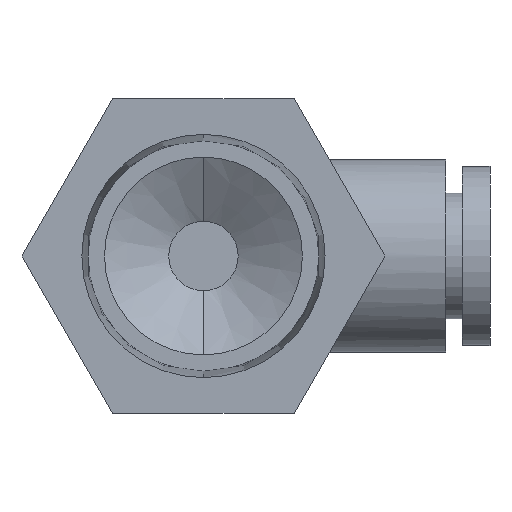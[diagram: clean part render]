
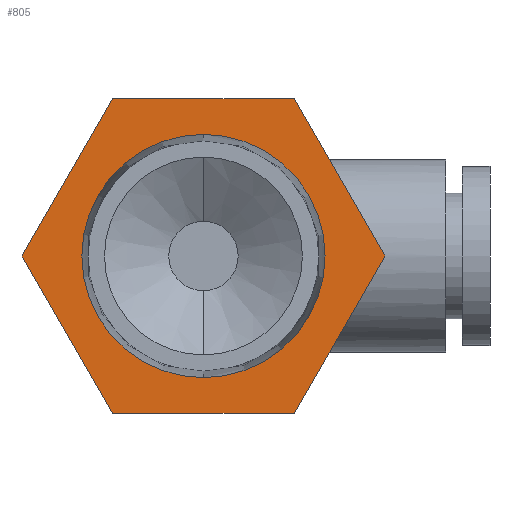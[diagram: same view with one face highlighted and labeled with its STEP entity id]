
A CAD part, front view. The second image highlights one B-rep face of the part: STEP entity #805.
In plain terms, the highlighted planar face has unit normal (0, -1, 0).
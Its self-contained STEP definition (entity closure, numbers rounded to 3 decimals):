
#15 = VERTEX_POINT ( 'NONE', #1207 ) ;
#73 = EDGE_CURVE ( 'NONE', #673, #463, #634, .T. ) ;
#105 = EDGE_CURVE ( 'NONE', #881, #1585, #1270, .T. ) ;
#129 = ORIENTED_EDGE ( 'NONE', *, *, #931, .F. ) ;
#195 = CARTESIAN_POINT ( 'NONE',  ( 0., 0., 0. ) ) ;
#200 = VECTOR ( 'NONE', #395, 1000. ) ;
#206 = VECTOR ( 'NONE', #1203, 1000. ) ;
#213 = LINE ( 'NONE', #1174, #1491 ) ;
#238 = VERTEX_POINT ( 'NONE', #664 ) ;
#278 = AXIS2_PLACEMENT_3D ( 'NONE', #1165, #409, #527 ) ;
#296 = CIRCLE ( 'NONE', #680, 6.579 ) ;
#320 = DIRECTION ( 'NONE',  ( 0., 0., 1. ) ) ;
#329 = CARTESIAN_POINT ( 'NONE',  ( 0., 0., 0. ) ) ;
#371 = LINE ( 'NONE', #1348, #691 ) ;
#378 = FACE_OUTER_BOUND ( 'NONE', #1588, .T. ) ;
#395 = DIRECTION ( 'NONE',  ( -1., 0., 0. ) ) ;
#409 = DIRECTION ( 'NONE',  ( 0., -1., 0. ) ) ;
#450 = ORIENTED_EDGE ( 'NONE', *, *, #1102, .F. ) ;
#454 = DIRECTION ( 'NONE',  ( 0., 0., -1. ) ) ;
#463 = VERTEX_POINT ( 'NONE', #1115 ) ;
#502 = CARTESIAN_POINT ( 'NONE',  ( 4.907, 0., -8.5 ) ) ;
#524 = LINE ( 'NONE', #976, #206 ) ;
#527 = DIRECTION ( 'NONE',  ( 0., 0., -1. ) ) ;
#528 = CARTESIAN_POINT ( 'NONE',  ( 4.907, 0., 8.5 ) ) ;
#554 = LINE ( 'NONE', #1578, #1221 ) ;
#557 = ORIENTED_EDGE ( 'NONE', *, *, #105, .F. ) ;
#577 = CARTESIAN_POINT ( 'NONE',  ( -9.815, 0., 0. ) ) ;
#600 = DIRECTION ( 'NONE',  ( 1., 0., 0. ) ) ;
#605 = DIRECTION ( 'NONE',  ( 0.5, 0., 0.866 ) ) ;
#634 = LINE ( 'NONE', #862, #946 ) ;
#649 = EDGE_CURVE ( 'NONE', #1151, #673, #524, .T. ) ;
#664 = CARTESIAN_POINT ( 'NONE',  ( 4.907, 0., -8.5 ) ) ;
#673 = VERTEX_POINT ( 'NONE', #577 ) ;
#679 = PLANE ( 'NONE',  #1379 ) ;
#680 = AXIS2_PLACEMENT_3D ( 'NONE', #329, #1197, #454 ) ;
#691 = VECTOR ( 'NONE', #600, 1000. ) ;
#730 = ORIENTED_EDGE ( 'NONE', *, *, #73, .F. ) ;
#805 = ADVANCED_FACE ( 'NONE', ( #1537, #378 ), #679, .F. ) ;
#812 = CARTESIAN_POINT ( 'NONE',  ( 0., 0., 6.579 ) ) ;
#831 = DIRECTION ( 'NONE',  ( 0.5, 0., -0.866 ) ) ;
#838 = ORIENTED_EDGE ( 'NONE', *, *, #1346, .F. ) ;
#862 = CARTESIAN_POINT ( 'NONE',  ( -9.815, 0., 0. ) ) ;
#881 = VERTEX_POINT ( 'NONE', #812 ) ;
#931 = EDGE_CURVE ( 'NONE', #1454, #15, #554, .T. ) ;
#946 = VECTOR ( 'NONE', #605, 1000. ) ;
#962 = DIRECTION ( 'NONE',  ( -0.5, 0., -0.866 ) ) ;
#976 = CARTESIAN_POINT ( 'NONE',  ( -4.907, 0., -8.5 ) ) ;
#1076 = DIRECTION ( 'NONE',  ( 0., 1., 0. ) ) ;
#1083 = EDGE_CURVE ( 'NONE', #1585, #881, #296, .T. ) ;
#1087 = ORIENTED_EDGE ( 'NONE', *, *, #1479, .F. ) ;
#1095 = CARTESIAN_POINT ( 'NONE',  ( -4.907, 0., -8.5 ) ) ;
#1102 = EDGE_CURVE ( 'NONE', #15, #238, #213, .T. ) ;
#1115 = CARTESIAN_POINT ( 'NONE',  ( -4.907, 0., 8.5 ) ) ;
#1151 = VERTEX_POINT ( 'NONE', #1095 ) ;
#1165 = CARTESIAN_POINT ( 'NONE',  ( 0., 0., 0. ) ) ;
#1174 = CARTESIAN_POINT ( 'NONE',  ( 9.815, 0., 0. ) ) ;
#1189 = LINE ( 'NONE', #502, #200 ) ;
#1197 = DIRECTION ( 'NONE',  ( 0., -1., 0. ) ) ;
#1203 = DIRECTION ( 'NONE',  ( -0.5, 0., 0.866 ) ) ;
#1207 = CARTESIAN_POINT ( 'NONE',  ( 9.815, 0., 0. ) ) ;
#1221 = VECTOR ( 'NONE', #831, 1000. ) ;
#1222 = ORIENTED_EDGE ( 'NONE', *, *, #1083, .F. ) ;
#1248 = CARTESIAN_POINT ( 'NONE',  ( 0., 0., -6.579 ) ) ;
#1270 = CIRCLE ( 'NONE', #278, 6.579 ) ;
#1296 = EDGE_LOOP ( 'NONE', ( #1222, #557 ) ) ;
#1346 = EDGE_CURVE ( 'NONE', #238, #1151, #1189, .T. ) ;
#1348 = CARTESIAN_POINT ( 'NONE',  ( -4.907, 0., 8.5 ) ) ;
#1379 = AXIS2_PLACEMENT_3D ( 'NONE', #195, #1076, #320 ) ;
#1454 = VERTEX_POINT ( 'NONE', #528 ) ;
#1479 = EDGE_CURVE ( 'NONE', #463, #1454, #371, .T. ) ;
#1491 = VECTOR ( 'NONE', #962, 1000. ) ;
#1516 = ORIENTED_EDGE ( 'NONE', *, *, #649, .F. ) ;
#1537 = FACE_BOUND ( 'NONE', #1296, .T. ) ;
#1578 = CARTESIAN_POINT ( 'NONE',  ( 4.907, 0., 8.5 ) ) ;
#1585 = VERTEX_POINT ( 'NONE', #1248 ) ;
#1588 = EDGE_LOOP ( 'NONE', ( #1516, #838, #450, #129, #1087, #730 ) ) ;
